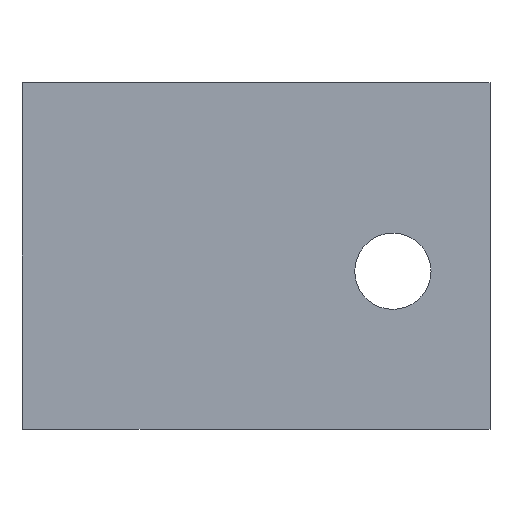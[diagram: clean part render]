
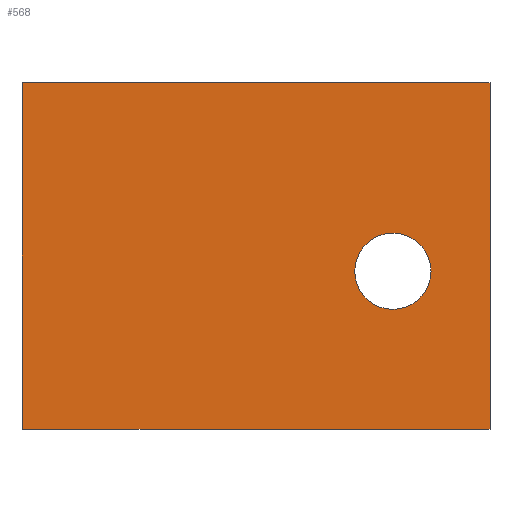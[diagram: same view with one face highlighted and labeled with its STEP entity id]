
A CAD part, front view. The second image highlights one B-rep face of the part: STEP entity #568.
In plain terms, the highlighted planar face has unit normal (0, -1, 0).
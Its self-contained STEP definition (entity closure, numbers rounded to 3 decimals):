
#6 = ORIENTED_EDGE ( 'NONE', *, *, #813, .F. ) ;
#7 = AXIS2_PLACEMENT_3D ( 'NONE', #675, #607, #211 ) ;
#15 = VERTEX_POINT ( 'NONE', #480 ) ;
#16 = CARTESIAN_POINT ( 'NONE',  ( 26.7, -6., -22.7 ) ) ;
#20 = DIRECTION ( 'NONE',  ( 0., 0., 1. ) ) ;
#49 = EDGE_CURVE ( 'NONE', #214, #91, #194, .T. ) ;
#66 = CARTESIAN_POINT ( 'NONE',  ( 20.33, -6., -14.85 ) ) ;
#90 = LINE ( 'NONE', #263, #601 ) ;
#91 = VERTEX_POINT ( 'NONE', #239 ) ;
#92 = AXIS2_PLACEMENT_3D ( 'NONE', #626, #563, #20 ) ;
#136 = VERTEX_POINT ( 'NONE', #507 ) ;
#188 = ORIENTED_EDGE ( 'NONE', *, *, #398, .F. ) ;
#194 = CIRCLE ( 'NONE', #393, 2.5 ) ;
#211 = DIRECTION ( 'NONE',  ( 0., 0., 1. ) ) ;
#214 = VERTEX_POINT ( 'NONE', #66 ) ;
#218 = EDGE_LOOP ( 'NONE', ( #188, #451, #635, #6 ) ) ;
#228 = VERTEX_POINT ( 'NONE', #456 ) ;
#236 = DIRECTION ( 'NONE',  ( 0., 1., 0. ) ) ;
#239 = CARTESIAN_POINT ( 'NONE',  ( 20.33, -6., -9.85 ) ) ;
#263 = CARTESIAN_POINT ( 'NONE',  ( 0., -6., 0. ) ) ;
#275 = DIRECTION ( 'NONE',  ( 1., 0., 0. ) ) ;
#289 = FACE_BOUND ( 'NONE', #855, .T. ) ;
#292 = CIRCLE ( 'NONE', #92, 2.5 ) ;
#295 = DIRECTION ( 'NONE',  ( 0., 0., 1. ) ) ;
#344 = PLANE ( 'NONE',  #7 ) ;
#371 = CARTESIAN_POINT ( 'NONE',  ( 20.33, -6., -12.35 ) ) ;
#387 = EDGE_CURVE ( 'NONE', #15, #228, #491, .T. ) ;
#393 = AXIS2_PLACEMENT_3D ( 'NONE', #371, #236, #592 ) ;
#396 = EDGE_CURVE ( 'NONE', #91, #214, #292, .T. ) ;
#398 = EDGE_CURVE ( 'NONE', #228, #136, #90, .T. ) ;
#421 = ORIENTED_EDGE ( 'NONE', *, *, #396, .T. ) ;
#426 = CARTESIAN_POINT ( 'NONE',  ( -4., -6., 0. ) ) ;
#451 = ORIENTED_EDGE ( 'NONE', *, *, #387, .F. ) ;
#456 = CARTESIAN_POINT ( 'NONE',  ( -4., -6., 0. ) ) ;
#480 = CARTESIAN_POINT ( 'NONE',  ( -4., -6., -22.7 ) ) ;
#490 = CARTESIAN_POINT ( 'NONE',  ( 0., -6., -22.7 ) ) ;
#491 = LINE ( 'NONE', #426, #573 ) ;
#499 = VECTOR ( 'NONE', #761, 1000. ) ;
#507 = CARTESIAN_POINT ( 'NONE',  ( 26.7, -6., 0. ) ) ;
#541 = FACE_OUTER_BOUND ( 'NONE', #218, .T. ) ;
#563 = DIRECTION ( 'NONE',  ( 0., 1., 0. ) ) ;
#568 = ADVANCED_FACE ( 'NONE', ( #289, #541 ), #344, .F. ) ;
#570 = VERTEX_POINT ( 'NONE', #16 ) ;
#573 = VECTOR ( 'NONE', #295, 1000. ) ;
#592 = DIRECTION ( 'NONE',  ( 0., 0., 1. ) ) ;
#601 = VECTOR ( 'NONE', #275, 1000. ) ;
#606 = ORIENTED_EDGE ( 'NONE', *, *, #49, .T. ) ;
#607 = DIRECTION ( 'NONE',  ( 0., 1., 0. ) ) ;
#626 = CARTESIAN_POINT ( 'NONE',  ( 20.33, -6., -12.35 ) ) ;
#635 = ORIENTED_EDGE ( 'NONE', *, *, #666, .T. ) ;
#655 = CARTESIAN_POINT ( 'NONE',  ( 26.7, -6., 0. ) ) ;
#666 = EDGE_CURVE ( 'NONE', #15, #570, #827, .T. ) ;
#675 = CARTESIAN_POINT ( 'NONE',  ( 0., -6., 0. ) ) ;
#733 = DIRECTION ( 'NONE',  ( 0., 0., -1. ) ) ;
#761 = DIRECTION ( 'NONE',  ( 1., 0., 0. ) ) ;
#779 = VECTOR ( 'NONE', #733, 1000. ) ;
#813 = EDGE_CURVE ( 'NONE', #136, #570, #864, .T. ) ;
#827 = LINE ( 'NONE', #490, #499 ) ;
#855 = EDGE_LOOP ( 'NONE', ( #421, #606 ) ) ;
#864 = LINE ( 'NONE', #655, #779 ) ;
